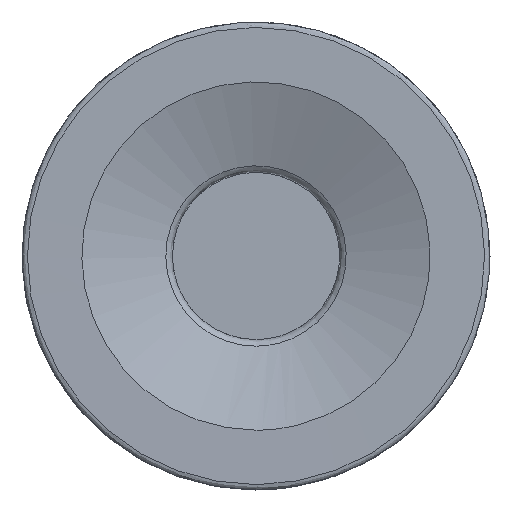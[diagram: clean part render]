
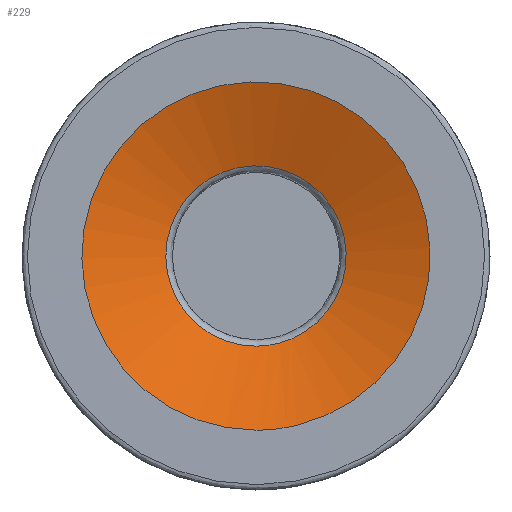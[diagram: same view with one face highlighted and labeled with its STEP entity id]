
A CAD part, left-side view. The second image highlights one B-rep face of the part: STEP entity #229.
In plain terms, the highlighted face is a revolution surface.
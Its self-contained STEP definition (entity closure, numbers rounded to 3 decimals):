
#33=SURFACE_OF_REVOLUTION('',#53,#43);
#43=AXIS1_PLACEMENT('',#704,#493);
#53=B_SPLINE_CURVE_WITH_KNOTS('',3,(#694,#695,#696,#697,#698,#699,#700,
#701,#702,#703),.UNSPECIFIED.,.F.,.F.,(4,2,2,2,4),(0.,0.25,0.375,0.5,1.),
 .UNSPECIFIED.);
#206=FACE_BOUND('',#275,.T.);
#207=FACE_BOUND('',#276,.T.);
#229=ADVANCED_FACE('',(#206,#207),#33,.T.);
#275=EDGE_LOOP('',(#317));
#276=EDGE_LOOP('',(#318));
#317=ORIENTED_EDGE('',*,*,#352,.F.);
#318=ORIENTED_EDGE('',*,*,#360,.T.);
#331=VERTEX_POINT('',#532);
#339=VERTEX_POINT('',#679);
#352=EDGE_CURVE('',#331,#331,#373,.T.);
#360=EDGE_CURVE('',#339,#339,#381,.T.);
#373=CIRCLE('',#407,7.441);
#381=CIRCLE('',#415,3.854);
#407=AXIS2_PLACEMENT_3D('',#531,#466,#467);
#415=AXIS2_PLACEMENT_3D('',#678,#490,#491);
#466=DIRECTION('',(1.,0.,0.));
#467=DIRECTION('',(0.,0.,-1.));
#490=DIRECTION('',(1.,0.,0.));
#491=DIRECTION('',(0.,0.,-1.));
#493=DIRECTION('',(1.,0.,0.));
#531=CARTESIAN_POINT('',(0.008,0.,0.));
#532=CARTESIAN_POINT('',(0.008,0.,-7.441));
#678=CARTESIAN_POINT('',(1.298,0.,0.));
#679=CARTESIAN_POINT('',(1.298,0.,-3.854));
#694=CARTESIAN_POINT('',(1.298,-3.762,0.836));
#695=CARTESIAN_POINT('',(1.192,-4.069,0.799));
#696=CARTESIAN_POINT('',(1.081,-4.371,0.765));
#697=CARTESIAN_POINT('',(0.92,-4.829,0.711));
#698=CARTESIAN_POINT('',(0.869,-4.986,0.692));
#699=CARTESIAN_POINT('',(0.76,-5.291,0.656));
#700=CARTESIAN_POINT('',(0.706,-5.442,0.639));
#701=CARTESIAN_POINT('',(0.439,-6.209,0.549));
#702=CARTESIAN_POINT('',(0.223,-6.82,0.477));
#703=CARTESIAN_POINT('',(0.008,-7.43,0.406));
#704=CARTESIAN_POINT('',(0.,0.,0.));
